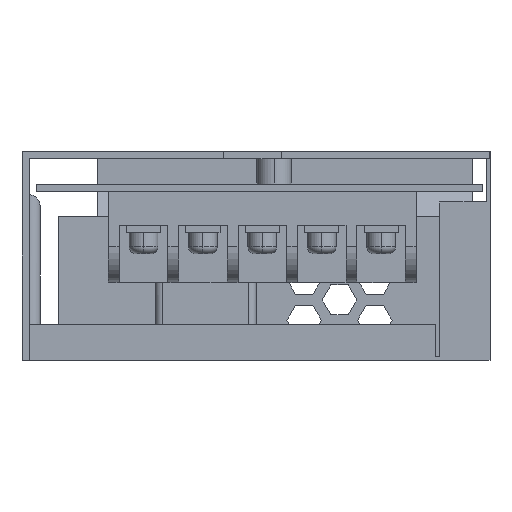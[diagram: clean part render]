
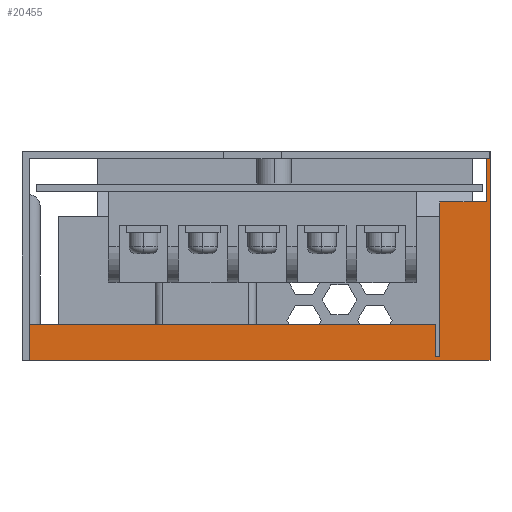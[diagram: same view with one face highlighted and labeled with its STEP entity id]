
A CAD part, left-side view. The second image highlights one B-rep face of the part: STEP entity #20455.
In plain terms, the highlighted planar face has unit normal (-1, 0, 0).
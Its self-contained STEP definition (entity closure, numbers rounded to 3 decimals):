
#10 = EDGE_LOOP ( 'NONE', ( #30692, #27679, #35194, #30426, #20300, #36477, #26586, #6984, #14180, #20855 ) ) ;
#42 = CARTESIAN_POINT ( 'NONE',  ( -41.5, -32., 22. ) ) ;
#303 = LINE ( 'NONE', #25473, #13371 ) ;
#857 = CARTESIAN_POINT ( 'NONE',  ( -41.5, 32., 5. ) ) ;
#1047 = VECTOR ( 'NONE', #6106, 1000. ) ;
#1734 = VERTEX_POINT ( 'NONE', #8870 ) ;
#3517 = LINE ( 'NONE', #31086, #1047 ) ;
#3633 = DIRECTION ( 'NONE',  ( 0., -1., 0. ) ) ;
#5635 = VECTOR ( 'NONE', #33066, 1000. ) ;
#6106 = DIRECTION ( 'NONE',  ( 0., 0., -1. ) ) ;
#6984 = ORIENTED_EDGE ( 'NONE', *, *, #12728, .F. ) ;
#8870 = CARTESIAN_POINT ( 'NONE',  ( -41.5, -24.4, 5. ) ) ;
#9205 = EDGE_CURVE ( 'NONE', #20958, #11055, #17691, .T. ) ;
#10073 = CARTESIAN_POINT ( 'NONE',  ( -41.5, -32., 28. ) ) ;
#10120 = VERTEX_POINT ( 'NONE', #31846 ) ;
#11055 = VERTEX_POINT ( 'NONE', #13498 ) ;
#11383 = EDGE_CURVE ( 'NONE', #29994, #1734, #27873, .T. ) ;
#11457 = EDGE_CURVE ( 'NONE', #20958, #33618, #21607, .T. ) ;
#11956 = LINE ( 'NONE', #23246, #33268 ) ;
#12070 = LINE ( 'NONE', #23362, #16469 ) ;
#12696 = VERTEX_POINT ( 'NONE', #14360 ) ;
#12728 = EDGE_CURVE ( 'NONE', #29994, #18204, #303, .T. ) ;
#13371 = VECTOR ( 'NONE', #36582, 1000. ) ;
#13498 = CARTESIAN_POINT ( 'NONE',  ( -41.5, -32., 0. ) ) ;
#14097 = LINE ( 'NONE', #42, #33063 ) ;
#14180 = ORIENTED_EDGE ( 'NONE', *, *, #11383, .T. ) ;
#14360 = CARTESIAN_POINT ( 'NONE',  ( -41.5, -31.5, 22. ) ) ;
#16469 = VECTOR ( 'NONE', #20590, 1000. ) ;
#16475 = CARTESIAN_POINT ( 'NONE',  ( -41.5, -31.5, 29. ) ) ;
#16620 = CARTESIAN_POINT ( 'NONE',  ( -41.5, 32., 0. ) ) ;
#16875 = DIRECTION ( 'NONE',  ( 0., 1., 0. ) ) ;
#16893 = LINE ( 'NONE', #19669, #23105 ) ;
#17511 = CARTESIAN_POINT ( 'NONE',  ( -41.5, -32., 0.5 ) ) ;
#17676 = CARTESIAN_POINT ( 'NONE',  ( -41.5, -31.5, 28. ) ) ;
#17691 = LINE ( 'NONE', #17511, #34710 ) ;
#18142 = EDGE_CURVE ( 'NONE', #12696, #10120, #14097, .T. ) ;
#18204 = VERTEX_POINT ( 'NONE', #31470 ) ;
#19006 = DIRECTION ( 'NONE',  ( 0., 1., 0. ) ) ;
#19124 = VERTEX_POINT ( 'NONE', #16620 ) ;
#19669 = CARTESIAN_POINT ( 'NONE',  ( -41.5, 32., 0. ) ) ;
#20002 = EDGE_CURVE ( 'NONE', #19124, #34745, #16893, .T. ) ;
#20300 = ORIENTED_EDGE ( 'NONE', *, *, #35892, .T. ) ;
#20455 = ADVANCED_FACE ( 'NONE', ( #22412 ), #22767, .F. ) ;
#20590 = DIRECTION ( 'NONE',  ( 0., 1., 0. ) ) ;
#20783 = AXIS2_PLACEMENT_3D ( 'NONE', #34050, #24051, #35138 ) ;
#20855 = ORIENTED_EDGE ( 'NONE', *, *, #30046, .T. ) ;
#20958 = VERTEX_POINT ( 'NONE', #10073 ) ;
#20982 = VECTOR ( 'NONE', #19006, 1000. ) ;
#21607 = LINE ( 'NONE', #32888, #20982 ) ;
#22027 = LINE ( 'NONE', #16475, #34501 ) ;
#22412 = FACE_OUTER_BOUND ( 'NONE', #10, .T. ) ;
#22767 = PLANE ( 'NONE',  #20783 ) ;
#23105 = VECTOR ( 'NONE', #26125, 1000. ) ;
#23246 = CARTESIAN_POINT ( 'NONE',  ( -41.5, 32., 0. ) ) ;
#23362 = CARTESIAN_POINT ( 'NONE',  ( -41.5, -24.4, 5. ) ) ;
#24051 = DIRECTION ( 'NONE',  ( 1., 0., 0. ) ) ;
#24989 = DIRECTION ( 'NONE',  ( 0., 0., -1. ) ) ;
#25110 = CARTESIAN_POINT ( 'NONE',  ( -41.5, -24.4, 0. ) ) ;
#25473 = CARTESIAN_POINT ( 'NONE',  ( -41.5, 32., 0.5 ) ) ;
#25480 = DIRECTION ( 'NONE',  ( 0., 0., -1. ) ) ;
#26125 = DIRECTION ( 'NONE',  ( 0., 0., 1. ) ) ;
#26586 = ORIENTED_EDGE ( 'NONE', *, *, #28347, .T. ) ;
#27679 = ORIENTED_EDGE ( 'NONE', *, *, #34804, .T. ) ;
#27873 = LINE ( 'NONE', #25110, #5635 ) ;
#28347 = EDGE_CURVE ( 'NONE', #10120, #18204, #3517, .T. ) ;
#29994 = VERTEX_POINT ( 'NONE', #31317 ) ;
#30046 = EDGE_CURVE ( 'NONE', #1734, #34745, #12070, .T. ) ;
#30426 = ORIENTED_EDGE ( 'NONE', *, *, #11457, .T. ) ;
#30692 = ORIENTED_EDGE ( 'NONE', *, *, #20002, .F. ) ;
#31086 = CARTESIAN_POINT ( 'NONE',  ( -41.5, -25., 0. ) ) ;
#31317 = CARTESIAN_POINT ( 'NONE',  ( -41.5, -24.4, 0.5 ) ) ;
#31470 = CARTESIAN_POINT ( 'NONE',  ( -41.5, -25., 0.5 ) ) ;
#31846 = CARTESIAN_POINT ( 'NONE',  ( -41.5, -25., 22. ) ) ;
#32888 = CARTESIAN_POINT ( 'NONE',  ( -41.5, 32., 28. ) ) ;
#33063 = VECTOR ( 'NONE', #16875, 1000. ) ;
#33066 = DIRECTION ( 'NONE',  ( 0., 0., 1. ) ) ;
#33268 = VECTOR ( 'NONE', #3633, 1000. ) ;
#33618 = VERTEX_POINT ( 'NONE', #17676 ) ;
#34050 = CARTESIAN_POINT ( 'NONE',  ( -41.5, 32., 0.5 ) ) ;
#34501 = VECTOR ( 'NONE', #24989, 1000. ) ;
#34710 = VECTOR ( 'NONE', #25480, 1000. ) ;
#34745 = VERTEX_POINT ( 'NONE', #857 ) ;
#34804 = EDGE_CURVE ( 'NONE', #19124, #11055, #11956, .T. ) ;
#35138 = DIRECTION ( 'NONE',  ( 0., 1., 0. ) ) ;
#35194 = ORIENTED_EDGE ( 'NONE', *, *, #9205, .F. ) ;
#35892 = EDGE_CURVE ( 'NONE', #33618, #12696, #22027, .T. ) ;
#36477 = ORIENTED_EDGE ( 'NONE', *, *, #18142, .T. ) ;
#36582 = DIRECTION ( 'NONE',  ( 0., -1., 0. ) ) ;
